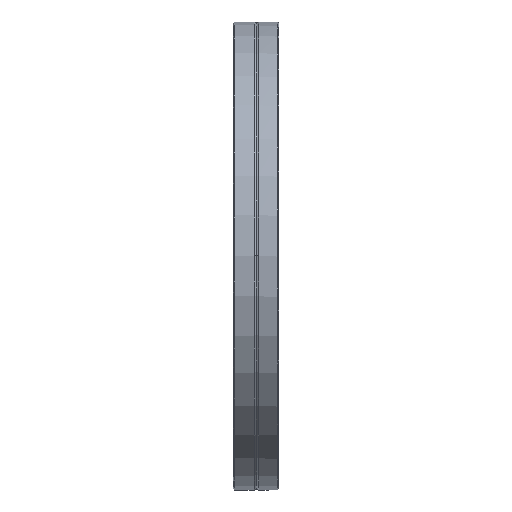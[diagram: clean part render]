
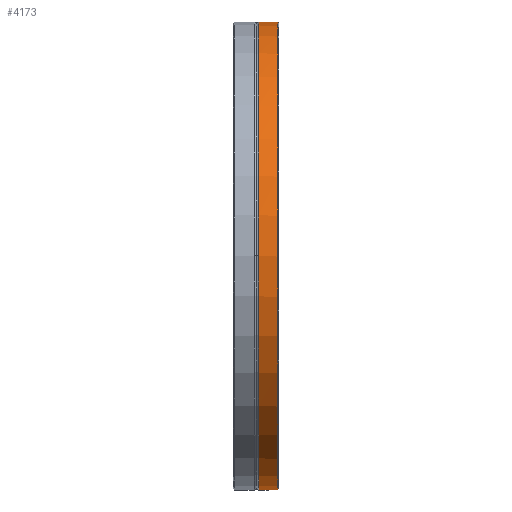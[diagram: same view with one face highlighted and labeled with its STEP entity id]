
A CAD part, top view. The second image highlights one B-rep face of the part: STEP entity #4173.
In plain terms, the highlighted cylindrical face has radius 126.5 mm (diameter 253 mm), a partial arc.
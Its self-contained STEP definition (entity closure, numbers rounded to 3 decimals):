
#345=CARTESIAN_POINT('',(23.9,-126.5,0.));
#346=VERTEX_POINT('',#345);
#4116=CARTESIAN_POINT('',(12.25,0.,0.0));
#4117=DIRECTION('',(1.0,0.,0.0));
#4118=DIRECTION('',(0.0,1.0,0.0));
#4119=AXIS2_PLACEMENT_3D('',#4116,#4117,#4118);
#4120=CYLINDRICAL_SURFACE('',#4119,126.5);
#4121=CARTESIAN_POINT('',(13.7,126.5,0.));
#4122=VERTEX_POINT('',#4121);
#4123=CARTESIAN_POINT('',(23.7,126.5,0.));
#4124=VERTEX_POINT('',#4123);
#4125=CARTESIAN_POINT('',(13.7,126.5,0.));
#4126=DIRECTION('',(1.0,0.0,0.0));
#4127=VECTOR('',#4126,10.);
#4128=LINE('',#4125,#4127);
#4129=EDGE_CURVE('',#4122,#4124,#4128,.T.);
#4130=ORIENTED_EDGE('',*,*,#4129,.F.);
#4131=CARTESIAN_POINT('',(13.7,0.,126.5));
#4132=VERTEX_POINT('',#4131);
#4133=CARTESIAN_POINT('',(13.7,0.,0.0));
#4134=DIRECTION('',(1.0,0.0,0.0));
#4135=DIRECTION('',(0.0,1.0,0.0));
#4136=AXIS2_PLACEMENT_3D('',#4133,#4134,#4135);
#4137=CIRCLE('',#4136,126.5);
#4138=EDGE_CURVE('',#4122,#4132,#4137,.T.);
#4139=ORIENTED_EDGE('',*,*,#4138,.T.);
#4140=CARTESIAN_POINT('',(13.7,-126.5,0.));
#4141=VERTEX_POINT('',#4140);
#4142=CARTESIAN_POINT('',(13.7,0.,0.0));
#4143=DIRECTION('',(1.0,0.0,0.0));
#4144=DIRECTION('',(0.0,1.0,0.0));
#4145=AXIS2_PLACEMENT_3D('',#4142,#4143,#4144);
#4146=CIRCLE('',#4145,126.5);
#4147=EDGE_CURVE('',#4132,#4141,#4146,.T.);
#4148=ORIENTED_EDGE('',*,*,#4147,.T.);
#4149=CARTESIAN_POINT('',(23.9,-126.5,0.));
#4150=DIRECTION('',(-1.0,0.0,0.0));
#4151=VECTOR('',#4150,10.2);
#4152=LINE('',#4149,#4151);
#4153=EDGE_CURVE('',#346,#4141,#4152,.T.);
#4154=ORIENTED_EDGE('',*,*,#4153,.F.);
#4155=CARTESIAN_POINT('',(23.9,126.495,1.077));
#4156=VERTEX_POINT('',#4155);
#4157=CARTESIAN_POINT('',(23.9,0.,0.0));
#4158=DIRECTION('',(1.0,0.0,0.0));
#4159=DIRECTION('',(0.0,-1.0,0.0));
#4160=AXIS2_PLACEMENT_3D('',#4157,#4158,#4159);
#4161=CIRCLE('',#4160,126.5);
#4162=EDGE_CURVE('',#4156,#346,#4161,.T.);
#4163=ORIENTED_EDGE('',*,*,#4162,.F.);
#4164=CARTESIAN_POINT('',(23.9,126.495,1.077));
#4165=CARTESIAN_POINT('',(23.766,126.498,0.728));
#4166=CARTESIAN_POINT('',(23.7,126.5,0.353));
#4167=CARTESIAN_POINT('',(23.7,126.5,0.));
#4168=B_SPLINE_CURVE_WITH_KNOTS('',3,(#4164,#4165,#4166,#4167),.UNSPECIFIED.,.F.,.U.,(4,4),(1.25,1.356),.UNSPECIFIED.);
#4169=EDGE_CURVE('',#4156,#4124,#4168,.T.);
#4170=ORIENTED_EDGE('',*,*,#4169,.T.);
#4171=EDGE_LOOP('',(#4130,#4139,#4148,#4154,#4163,#4170));
#4172=FACE_OUTER_BOUND('',#4171,.T.);
#4173=ADVANCED_FACE('',(#4172),#4120,.T.);
